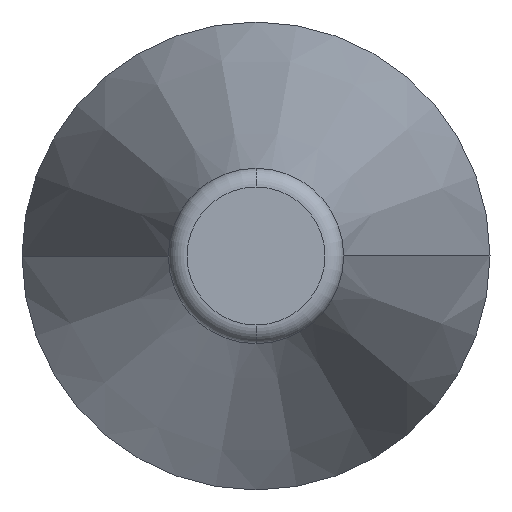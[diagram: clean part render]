
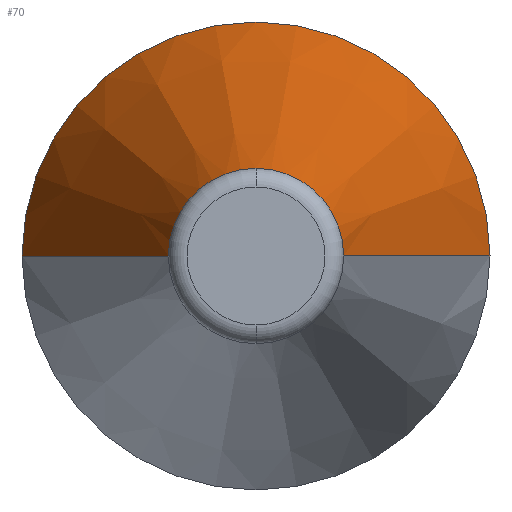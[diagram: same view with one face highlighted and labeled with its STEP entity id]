
A CAD part, front view. The second image highlights one B-rep face of the part: STEP entity #70.
In plain terms, the highlighted conical face has half-angle 15 degrees and reference radius 1.19 mm.
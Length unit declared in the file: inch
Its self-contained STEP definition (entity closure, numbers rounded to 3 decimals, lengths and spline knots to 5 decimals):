
#15 = ORIENTED_EDGE ( 'NONE', *, *, #228, .T. ) ;
#33 = ORIENTED_EDGE ( 'NONE', *, *, #208, .T. ) ;
#34 = EDGE_CURVE ( 'NONE', #317, #89, #54, .T. ) ;
#41 = ORIENTED_EDGE ( 'NONE', *, *, #179, .T. ) ;
#47 = CARTESIAN_POINT ( 'NONE',  ( 0.04685, 0.5, 0. ) ) ;
#54 = LINE ( 'NONE', #231, #320 ) ;
#70 = ADVANCED_FACE ( 'NONE', ( #123 ), #109, .T. ) ;
#72 = CARTESIAN_POINT ( 'NONE',  ( 0.125, 0.79166, 0. ) ) ;
#73 = DIRECTION ( 'NONE',  ( -1., 0., 0. ) ) ;
#82 = CARTESIAN_POINT ( 'NONE',  ( 0., 0.5, 0. ) ) ;
#88 = AXIS2_PLACEMENT_3D ( 'NONE', #338, #246, #73 ) ;
#89 = VERTEX_POINT ( 'NONE', #153 ) ;
#90 = VERTEX_POINT ( 'NONE', #193 ) ;
#105 = ORIENTED_EDGE ( 'NONE', *, *, #107, .F. ) ;
#107 = EDGE_CURVE ( 'NONE', #89, #324, #376, .T. ) ;
#108 = CARTESIAN_POINT ( 'NONE',  ( 0., 0.5, 0. ) ) ;
#109 = CONICAL_SURFACE ( 'NONE', #242, 0.04685, 0.262 ) ;
#111 = AXIS2_PLACEMENT_3D ( 'NONE', #108, #204, #174 ) ;
#121 = VECTOR ( 'NONE', #167, 39.37008 ) ;
#123 = FACE_OUTER_BOUND ( 'NONE', #133, .T. ) ;
#133 = EDGE_LOOP ( 'NONE', ( #15, #41, #105, #212, #33 ) ) ;
#153 = CARTESIAN_POINT ( 'NONE',  ( -0.125, 0.79166, 0. ) ) ;
#167 = DIRECTION ( 'NONE',  ( 0.259, 0.966, 0. ) ) ;
#174 = DIRECTION ( 'NONE',  ( -1., 0., 0. ) ) ;
#177 = CIRCLE ( 'NONE', #111, 0.04685 ) ;
#179 = EDGE_CURVE ( 'NONE', #90, #324, #296, .T. ) ;
#181 = CARTESIAN_POINT ( 'NONE',  ( 0., 0.5, 0.04685 ) ) ;
#193 = CARTESIAN_POINT ( 'NONE',  ( 0.04685, 0.5, 0. ) ) ;
#204 = DIRECTION ( 'NONE',  ( 0., 1., 0. ) ) ;
#208 = EDGE_CURVE ( 'NONE', #317, #233, #177, .T. ) ;
#212 = ORIENTED_EDGE ( 'NONE', *, *, #34, .F. ) ;
#228 = EDGE_CURVE ( 'NONE', #233, #90, #300, .T. ) ;
#231 = CARTESIAN_POINT ( 'NONE',  ( -0.04685, 0.5, 0. ) ) ;
#233 = VERTEX_POINT ( 'NONE', #181 ) ;
#241 = DIRECTION ( 'NONE',  ( -1., 0., 0. ) ) ;
#242 = AXIS2_PLACEMENT_3D ( 'NONE', #287, #314, #241 ) ;
#246 = DIRECTION ( 'NONE',  ( 0., 1., 0. ) ) ;
#270 = DIRECTION ( 'NONE',  ( -0.259, 0.966, 0. ) ) ;
#287 = CARTESIAN_POINT ( 'NONE',  ( 0., 0.5, 0. ) ) ;
#296 = LINE ( 'NONE', #47, #121 ) ;
#300 = CIRCLE ( 'NONE', #307, 0.04685 ) ;
#306 = CARTESIAN_POINT ( 'NONE',  ( -0.04685, 0.5, 0. ) ) ;
#307 = AXIS2_PLACEMENT_3D ( 'NONE', #82, #359, #353 ) ;
#314 = DIRECTION ( 'NONE',  ( 0., 1., 0. ) ) ;
#317 = VERTEX_POINT ( 'NONE', #306 ) ;
#320 = VECTOR ( 'NONE', #270, 39.37008 ) ;
#324 = VERTEX_POINT ( 'NONE', #72 ) ;
#338 = CARTESIAN_POINT ( 'NONE',  ( 0., 0.79166, 0. ) ) ;
#353 = DIRECTION ( 'NONE',  ( -1., 0., 0. ) ) ;
#359 = DIRECTION ( 'NONE',  ( 0., 1., 0. ) ) ;
#376 = CIRCLE ( 'NONE', #88, 0.125 ) ;
